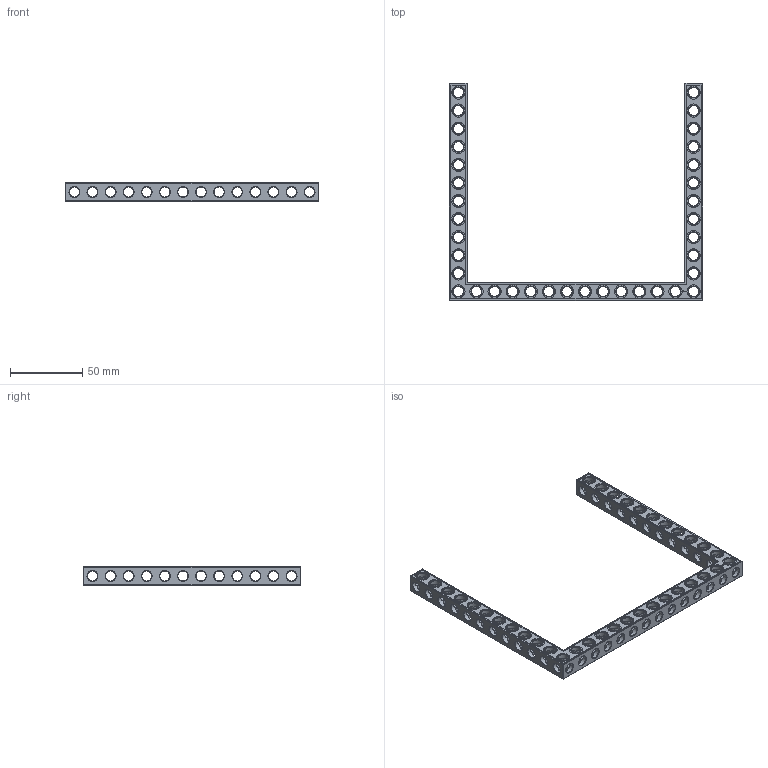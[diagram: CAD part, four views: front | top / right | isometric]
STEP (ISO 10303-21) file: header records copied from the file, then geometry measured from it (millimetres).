
FILE_DESCRIPTION(('FreeCAD Model'),'2;1');
FILE_NAME('Open CASCADE Shape Model','2022-03-06T13:12:45',('Author'),( ''),'Open CASCADE STEP processor 7.5','FreeCAD','Unknown');
FILE_SCHEMA(('AUTOMOTIVE_DESIGN { 1 0 10303 214 1 1 1 1 }'));
Products named in the file (1): Beam AGD ESS USH SYM BU14x12x01 - SPN-BEM-0528 (stemfie.org)
Bounding box: 175 x 150 x 12.5 mm (x, y, z)
Volume: 35174.6 mm3; surface area: 31421.5 mm2
Topology: 1 solids, 1 shells, 947 faces, 2883 edges, 1864 vertices
Faces by surface type: plane 408, cylinder 217, extrusion 176, cone 146
Full cylindrical faces by diameter (mm): 6.98 x26, 7 x155, 9.2 x36
Entity records: 196757 total; most frequent: CARTESIAN_POINT 143332, DIRECTION 8485, ORIENTED_EDGE 5766, PCURVE 5766, DEFINITIONAL_REPRESENTATION 5766, VECTOR 5407, LINE 5231, EDGE_CURVE 2883
